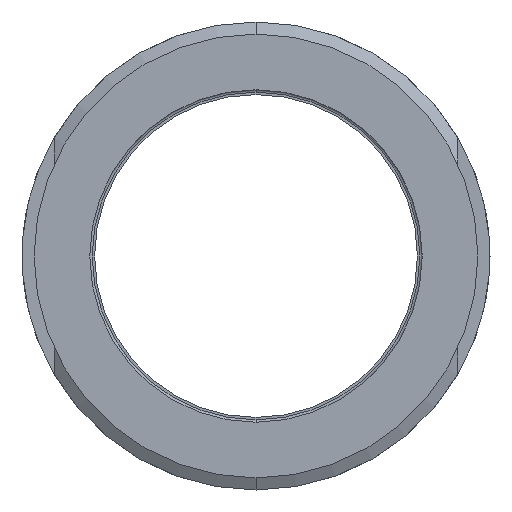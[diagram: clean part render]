
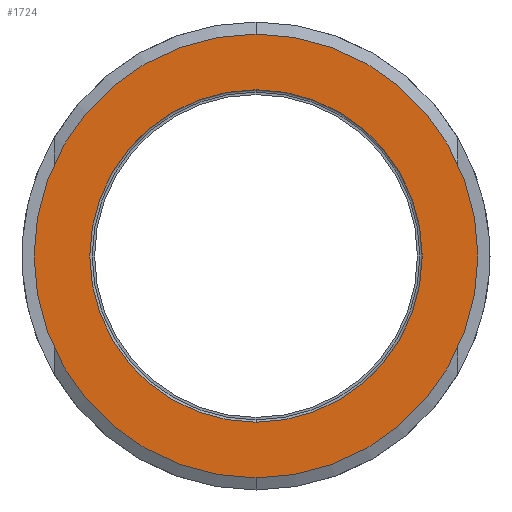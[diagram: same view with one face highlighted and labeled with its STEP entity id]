
A CAD part, front view. The second image highlights one B-rep face of the part: STEP entity #1724.
In plain terms, the highlighted planar face has unit normal (0, -1, 0).
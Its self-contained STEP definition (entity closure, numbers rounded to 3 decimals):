
#14 = DIRECTION ( 'NONE',  ( 0., -1., 0. ) ) ;
#101 = CARTESIAN_POINT ( 'NONE',  ( 0., 0., -20.6 ) ) ;
#300 = AXIS2_PLACEMENT_3D ( 'NONE', #566, #1590, #725 ) ;
#338 = FACE_OUTER_BOUND ( 'NONE', #584, .T. ) ;
#431 = CARTESIAN_POINT ( 'NONE',  ( 0., 0., 0. ) ) ;
#445 = CARTESIAN_POINT ( 'NONE',  ( 0., 0., 0. ) ) ;
#491 = ORIENTED_EDGE ( 'NONE', *, *, #1660, .T. ) ;
#504 = DIRECTION ( 'NONE',  ( 0., -1., 0. ) ) ;
#526 = VERTEX_POINT ( 'NONE', #1627 ) ;
#561 = VERTEX_POINT ( 'NONE', #1486 ) ;
#566 = CARTESIAN_POINT ( 'NONE',  ( 0., 0., 0. ) ) ;
#570 = CIRCLE ( 'NONE', #1051, 27.5 ) ;
#578 = DIRECTION ( 'NONE',  ( 0., 0., -1. ) ) ;
#584 = EDGE_LOOP ( 'NONE', ( #491, #714 ) ) ;
#593 = DIRECTION ( 'NONE',  ( 0., 0., -1. ) ) ;
#612 = CIRCLE ( 'NONE', #703, 20.6 ) ;
#703 = AXIS2_PLACEMENT_3D ( 'NONE', #431, #1460, #578 ) ;
#714 = ORIENTED_EDGE ( 'NONE', *, *, #1578, .T. ) ;
#725 = DIRECTION ( 'NONE',  ( 0., 0., -1. ) ) ;
#849 = VERTEX_POINT ( 'NONE', #1275 ) ;
#866 = EDGE_LOOP ( 'NONE', ( #1717, #1173 ) ) ;
#1051 = AXIS2_PLACEMENT_3D ( 'NONE', #1386, #504, #1533 ) ;
#1173 = ORIENTED_EDGE ( 'NONE', *, *, #1500, .F. ) ;
#1181 = DIRECTION ( 'NONE',  ( 0., 0., -1. ) ) ;
#1264 = VERTEX_POINT ( 'NONE', #101 ) ;
#1275 = CARTESIAN_POINT ( 'NONE',  ( 0., 0., 20.6 ) ) ;
#1386 = CARTESIAN_POINT ( 'NONE',  ( 0., 0., 0. ) ) ;
#1390 = CIRCLE ( 'NONE', #300, 20.6 ) ;
#1405 = PLANE ( 'NONE',  #1462 ) ;
#1460 = DIRECTION ( 'NONE',  ( 0., -1., 0. ) ) ;
#1462 = AXIS2_PLACEMENT_3D ( 'NONE', #1720, #14, #1181 ) ;
#1469 = EDGE_CURVE ( 'NONE', #1264, #849, #1390, .T. ) ;
#1474 = DIRECTION ( 'NONE',  ( 0., -1., 0. ) ) ;
#1486 = CARTESIAN_POINT ( 'NONE',  ( 0., 0., 27.5 ) ) ;
#1500 = EDGE_CURVE ( 'NONE', #849, #1264, #612, .T. ) ;
#1533 = DIRECTION ( 'NONE',  ( 0., 0., -1. ) ) ;
#1578 = EDGE_CURVE ( 'NONE', #561, #526, #1822, .T. ) ;
#1590 = DIRECTION ( 'NONE',  ( 0., -1., 0. ) ) ;
#1610 = AXIS2_PLACEMENT_3D ( 'NONE', #445, #1474, #593 ) ;
#1627 = CARTESIAN_POINT ( 'NONE',  ( 0., 0., -27.5 ) ) ;
#1660 = EDGE_CURVE ( 'NONE', #526, #561, #570, .T. ) ;
#1717 = ORIENTED_EDGE ( 'NONE', *, *, #1469, .F. ) ;
#1720 = CARTESIAN_POINT ( 'NONE',  ( 20.6, 0., 0. ) ) ;
#1724 = ADVANCED_FACE ( 'NONE', ( #338, #1887 ), #1405, .T. ) ;
#1822 = CIRCLE ( 'NONE', #1610, 27.5 ) ;
#1887 = FACE_BOUND ( 'NONE', #866, .T. ) ;
